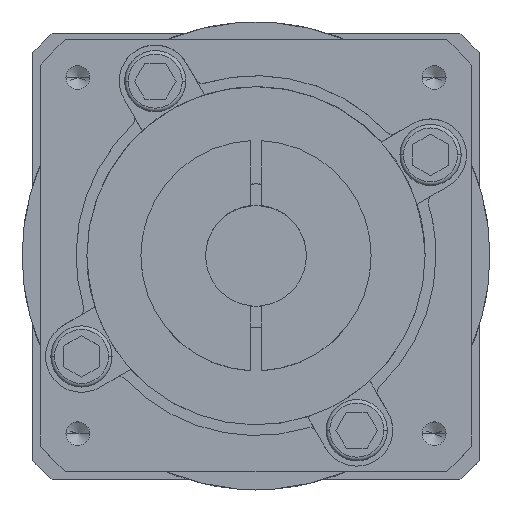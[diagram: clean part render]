
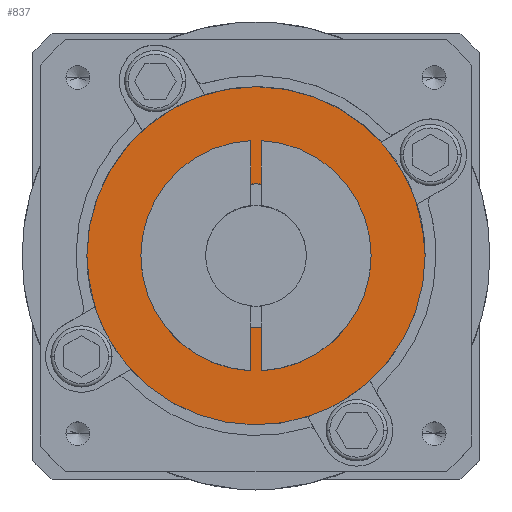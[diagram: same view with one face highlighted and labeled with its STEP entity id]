
A CAD part, top view. The second image highlights one B-rep face of the part: STEP entity #837.
In plain terms, the highlighted planar face has unit normal (0, 0, 1).
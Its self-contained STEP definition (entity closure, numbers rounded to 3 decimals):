
#234 = PLANE ( 'NONE',  #1390 ) ;
#451 = ORIENTED_EDGE ( 'NONE', *, *, #5580, .F. ) ;
#837 = ADVANCED_FACE ( 'NONE', ( #7551, #7792 ), #234, .T. ) ;
#845 = ORIENTED_EDGE ( 'NONE', *, *, #927, .T. ) ;
#927 = EDGE_CURVE ( 'NONE', #5495, #1257, #3392, .T. ) ;
#958 = CARTESIAN_POINT ( 'NONE',  ( 0., 0., -2. ) ) ;
#1257 = VERTEX_POINT ( 'NONE', #8754 ) ;
#1390 = AXIS2_PLACEMENT_3D ( 'NONE', #8283, #3125, #7560 ) ;
#1427 = EDGE_CURVE ( 'NONE', #1257, #5495, #7442, .T. ) ;
#1614 = CARTESIAN_POINT ( 'NONE',  ( 0., 0., -2. ) ) ;
#1701 = DIRECTION ( 'NONE',  ( 1., 0., 0. ) ) ;
#2279 = DIRECTION ( 'NONE',  ( 1., 0., 0. ) ) ;
#2366 = DIRECTION ( 'NONE',  ( 1., 0., 0. ) ) ;
#3010 = CARTESIAN_POINT ( 'NONE',  ( 0., 0., -2. ) ) ;
#3106 = CARTESIAN_POINT ( 'NONE',  ( 0., 0., -2. ) ) ;
#3125 = DIRECTION ( 'NONE',  ( 0., 0., 1. ) ) ;
#3267 = CARTESIAN_POINT ( 'NONE',  ( -10., 0., -2. ) ) ;
#3392 = CIRCLE ( 'NONE', #5322, 23.5 ) ;
#3845 = DIRECTION ( 'NONE',  ( 1., 0., 0. ) ) ;
#4439 = AXIS2_PLACEMENT_3D ( 'NONE', #3106, #8266, #3845 ) ;
#4931 = CARTESIAN_POINT ( 'NONE',  ( 10., 0., -2. ) ) ;
#4963 = AXIS2_PLACEMENT_3D ( 'NONE', #1614, #6762, #2366 ) ;
#5322 = AXIS2_PLACEMENT_3D ( 'NONE', #3010, #7432, #2279 ) ;
#5495 = VERTEX_POINT ( 'NONE', #6694 ) ;
#5580 = EDGE_CURVE ( 'NONE', #7944, #8569, #7317, .T. ) ;
#5900 = EDGE_LOOP ( 'NONE', ( #8781, #845 ) ) ;
#6001 = CIRCLE ( 'NONE', #8058, 10. ) ;
#6096 = DIRECTION ( 'NONE',  ( 0., 0., 1. ) ) ;
#6694 = CARTESIAN_POINT ( 'NONE',  ( -23.5, 0., -2. ) ) ;
#6762 = DIRECTION ( 'NONE',  ( 0., 0., 1. ) ) ;
#7317 = CIRCLE ( 'NONE', #4439, 10. ) ;
#7432 = DIRECTION ( 'NONE',  ( 0., 0., 1. ) ) ;
#7442 = CIRCLE ( 'NONE', #4963, 23.5 ) ;
#7551 = FACE_OUTER_BOUND ( 'NONE', #5900, .T. ) ;
#7560 = DIRECTION ( 'NONE',  ( 1., 0., 0. ) ) ;
#7580 = EDGE_LOOP ( 'NONE', ( #451, #8190 ) ) ;
#7792 = FACE_BOUND ( 'NONE', #7580, .T. ) ;
#7844 = EDGE_CURVE ( 'NONE', #8569, #7944, #6001, .T. ) ;
#7944 = VERTEX_POINT ( 'NONE', #3267 ) ;
#8058 = AXIS2_PLACEMENT_3D ( 'NONE', #958, #6096, #1701 ) ;
#8190 = ORIENTED_EDGE ( 'NONE', *, *, #7844, .F. ) ;
#8266 = DIRECTION ( 'NONE',  ( 0., 0., 1. ) ) ;
#8283 = CARTESIAN_POINT ( 'NONE',  ( 0., 0., -2. ) ) ;
#8569 = VERTEX_POINT ( 'NONE', #4931 ) ;
#8754 = CARTESIAN_POINT ( 'NONE',  ( 23.5, 0., -2. ) ) ;
#8781 = ORIENTED_EDGE ( 'NONE', *, *, #1427, .T. ) ;
